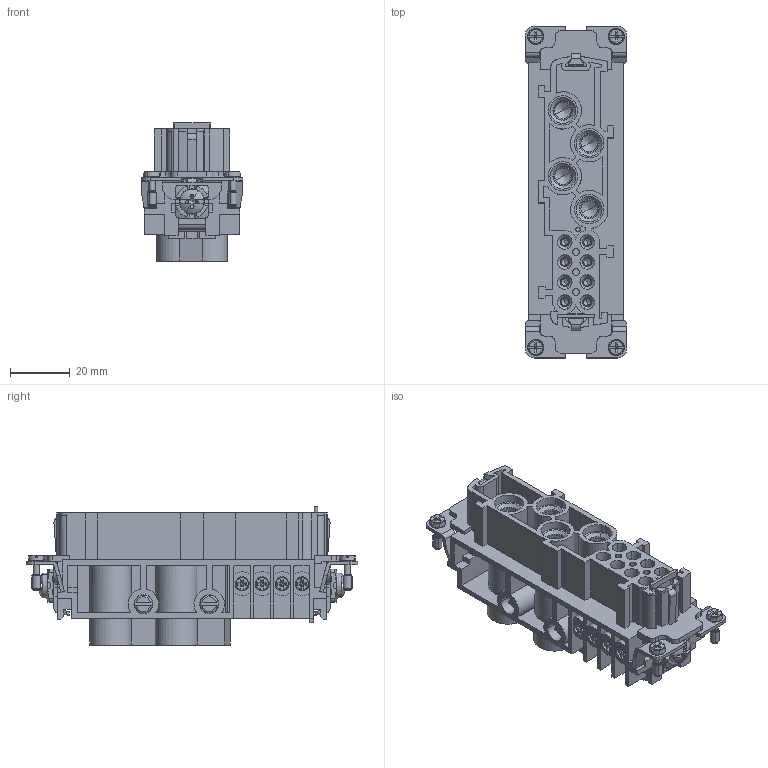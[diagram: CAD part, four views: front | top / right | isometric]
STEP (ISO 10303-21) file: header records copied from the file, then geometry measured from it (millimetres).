
FILE_DESCRIPTION(('CATIA V5 STEP','CAx-IF Rec.Pracs.--- Model Styling and Organization---1.2---2011-12-15'),'2;1');
FILE_NAME ('13473314_2', '2018-08-23T11:10:22+00:00', ('none'), ('Weidmueller'), 'CATIA Version 5-6 Release 2014 SP4 HF52', 'CATIA V5 STEP AP214', 'none');
FILE_SCHEMA(('AUTOMOTIVE_DESIGN { 1 0 10303 214 1 1 1 1 }'));
Products named in the file (1): 1023250000
Bounding box: 34 x 111 x 46.2 mm (x, y, z)
Volume: 49920.4 mm3; surface area: 58855.9 mm2
Topology: 13 solids, 13 shells, 2746 faces, 8029 edges, 5146 vertices
Faces by surface type: plane 1375, cone 596, cylinder 547, torus 168, bspline 44, extrusion 12, revolution 4
Entity records: 91148 total; most frequent: CARTESIAN_POINT 26336, ORIENTED_EDGE 15906, DIRECTION 9513, EDGE_CURVE 7953, VERTEX_POINT 5146, VECTOR 3984, LINE 3972, AXIS2_PLACEMENT_3D 3810
